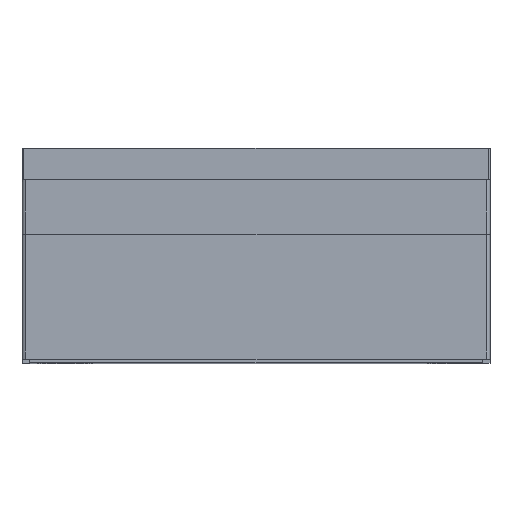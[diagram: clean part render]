
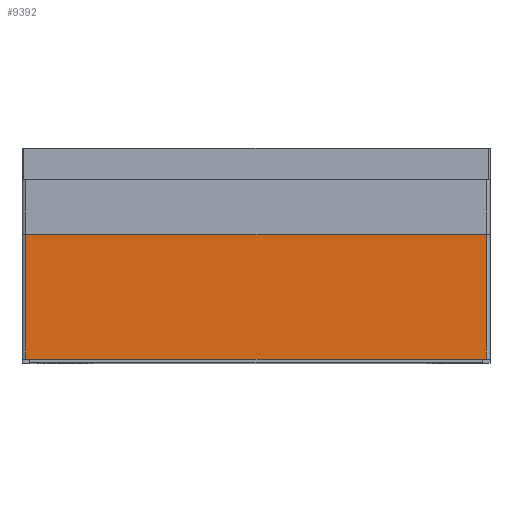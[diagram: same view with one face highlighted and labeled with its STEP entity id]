
A CAD part, top view. The second image highlights one B-rep face of the part: STEP entity #9392.
In plain terms, the highlighted planar face has unit normal (0, 0, 1).
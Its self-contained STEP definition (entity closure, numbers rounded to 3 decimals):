
#1449 = VERTEX_POINT ( 'NONE', #13965 ) ;
#2930 = EDGE_CURVE ( 'NONE', #1449, #9149, #47893, .T. ) ;
#3021 = VERTEX_POINT ( 'NONE', #52118 ) ;
#4013 = ORIENTED_EDGE ( 'NONE', *, *, #12444, .T. ) ;
#4242 = CARTESIAN_POINT ( 'NONE',  ( -29.5, 8., 22.5 ) ) ;
#4531 = LINE ( 'NONE', #43101, #43660 ) ;
#7373 = CARTESIAN_POINT ( 'NONE',  ( 29.5, 0., 22.5 ) ) ;
#8975 = LINE ( 'NONE', #4242, #49391 ) ;
#9149 = VERTEX_POINT ( 'NONE', #18033 ) ;
#9362 = EDGE_CURVE ( 'NONE', #27029, #9149, #42037, .T. ) ;
#9392 = ADVANCED_FACE ( 'NONE', ( #19367 ), #31533, .F. ) ;
#11443 = DIRECTION ( 'NONE',  ( 0., 0., -1. ) ) ;
#12444 = EDGE_CURVE ( 'NONE', #3021, #27029, #8975, .T. ) ;
#13965 = CARTESIAN_POINT ( 'NONE',  ( 29.5, 16., 22.5 ) ) ;
#14532 = ORIENTED_EDGE ( 'NONE', *, *, #2930, .F. ) ;
#15313 = CARTESIAN_POINT ( 'NONE',  ( 29.5, 8., 22.5 ) ) ;
#18033 = CARTESIAN_POINT ( 'NONE',  ( 29.5, 0., 22.5 ) ) ;
#19367 = FACE_OUTER_BOUND ( 'NONE', #37689, .T. ) ;
#19516 = ORIENTED_EDGE ( 'NONE', *, *, #47239, .F. ) ;
#23038 = DIRECTION ( 'NONE',  ( 1., 0., 0. ) ) ;
#27029 = VERTEX_POINT ( 'NONE', #46347 ) ;
#27658 = DIRECTION ( 'NONE',  ( 0., -1., 0. ) ) ;
#28554 = ORIENTED_EDGE ( 'NONE', *, *, #9362, .T. ) ;
#31533 = PLANE ( 'NONE',  #48283 ) ;
#35839 = VECTOR ( 'NONE', #27658, 1000. ) ;
#36348 = DIRECTION ( 'NONE',  ( 0., -1., 0. ) ) ;
#37689 = EDGE_LOOP ( 'NONE', ( #4013, #28554, #14532, #19516 ) ) ;
#39635 = DIRECTION ( 'NONE',  ( -1., 0., 0. ) ) ;
#42037 = LINE ( 'NONE', #43519, #51561 ) ;
#43101 = CARTESIAN_POINT ( 'NONE',  ( 0., 16., 22.5 ) ) ;
#43519 = CARTESIAN_POINT ( 'NONE',  ( 0., 0., 22.5 ) ) ;
#43660 = VECTOR ( 'NONE', #23038, 1000. ) ;
#46347 = CARTESIAN_POINT ( 'NONE',  ( -29.5, 0., 22.5 ) ) ;
#47239 = EDGE_CURVE ( 'NONE', #3021, #1449, #4531, .T. ) ;
#47620 = DIRECTION ( 'NONE',  ( 1., 0., 0. ) ) ;
#47893 = LINE ( 'NONE', #15313, #35839 ) ;
#48283 = AXIS2_PLACEMENT_3D ( 'NONE', #7373, #11443, #39635 ) ;
#49391 = VECTOR ( 'NONE', #36348, 1000. ) ;
#51561 = VECTOR ( 'NONE', #47620, 1000. ) ;
#52118 = CARTESIAN_POINT ( 'NONE',  ( -29.5, 16., 22.5 ) ) ;
